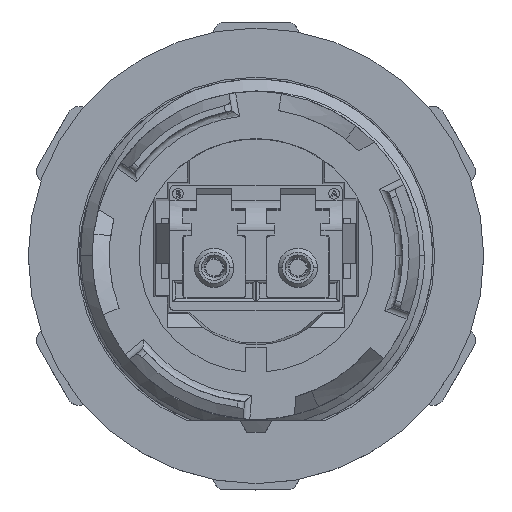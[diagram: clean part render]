
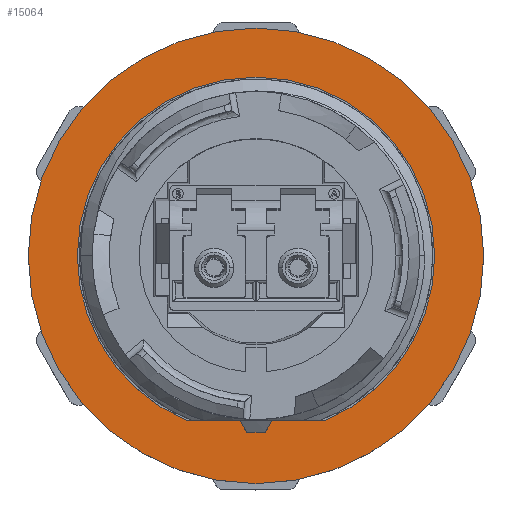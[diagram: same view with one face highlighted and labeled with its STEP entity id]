
A CAD part, top view. The second image highlights one B-rep face of the part: STEP entity #15064.
In plain terms, the highlighted planar face has unit normal (0, 0, 1).
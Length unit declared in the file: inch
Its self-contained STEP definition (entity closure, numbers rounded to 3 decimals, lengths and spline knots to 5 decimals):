
#79 = CARTESIAN_POINT ( 'NONE',  ( -0.02742, -0.51828, 0. ) ) ;
#340 = VECTOR ( 'NONE', #13420, 39.37008 ) ;
#541 = CARTESIAN_POINT ( 'NONE',  ( 0.02742, -0.51828, 0. ) ) ;
#575 = EDGE_LOOP ( 'NONE', ( #1169, #27023 ) ) ;
#1023 = CARTESIAN_POINT ( 'NONE',  ( -0.18865, -0.4835, 0. ) ) ;
#1169 = ORIENTED_EDGE ( 'NONE', *, *, #23468, .F. ) ;
#1393 = CIRCLE ( 'NONE', #10421, 0.525 ) ;
#2113 = CARTESIAN_POINT ( 'NONE',  ( -0.18865, -0.4835, 0. ) ) ;
#2246 = ORIENTED_EDGE ( 'NONE', *, *, #19254, .T. ) ;
#2337 = ORIENTED_EDGE ( 'NONE', *, *, #31889, .T. ) ;
#2353 = CARTESIAN_POINT ( 'NONE',  ( -0.0475, -0.4835, 0. ) ) ;
#2629 = CIRCLE ( 'NONE', #20707, 0.525 ) ;
#2742 = VERTEX_POINT ( 'NONE', #5684 ) ;
#4209 = CARTESIAN_POINT ( 'NONE',  ( 0., 0., 0. ) ) ;
#5365 = EDGE_CURVE ( 'NONE', #26514, #13941, #25866, .T. ) ;
#5530 = AXIS2_PLACEMENT_3D ( 'NONE', #33473, #36679, #36499 ) ;
#5684 = CARTESIAN_POINT ( 'NONE',  ( -0.20458, -0.4835, 0. ) ) ;
#5716 = ORIENTED_EDGE ( 'NONE', *, *, #23748, .F. ) ;
#6672 = CARTESIAN_POINT ( 'NONE',  ( 0.0475, -0.4835, 0. ) ) ;
#6682 = DIRECTION ( 'NONE',  ( -0.5, 0.866, 0. ) ) ;
#7414 = CARTESIAN_POINT ( 'NONE',  ( 0., 0., 0. ) ) ;
#7670 = DIRECTION ( 'NONE',  ( 0., 1., 0. ) ) ;
#8097 = VECTOR ( 'NONE', #18195, 39.37008 ) ;
#8854 = AXIS2_PLACEMENT_3D ( 'NONE', #7414, #12704, #21214 ) ;
#9867 = CARTESIAN_POINT ( 'NONE',  ( 0.525, 0., 0. ) ) ;
#10033 = EDGE_CURVE ( 'NONE', #13362, #31498, #1393, .T. ) ;
#10159 = VERTEX_POINT ( 'NONE', #13926 ) ;
#10421 = AXIS2_PLACEMENT_3D ( 'NONE', #19051, #12446, #23967 ) ;
#10594 = LINE ( 'NONE', #2113, #340 ) ;
#12248 = CARTESIAN_POINT ( 'NONE',  ( -0.02742, -0.51828, 0. ) ) ;
#12446 = DIRECTION ( 'NONE',  ( 0., 0., 1. ) ) ;
#12663 = VERTEX_POINT ( 'NONE', #2353 ) ;
#12704 = DIRECTION ( 'NONE',  ( 0., 0., -1. ) ) ;
#13069 = DIRECTION ( 'NONE',  ( 0., 1., 0. ) ) ;
#13362 = VERTEX_POINT ( 'NONE', #13492 ) ;
#13420 = DIRECTION ( 'NONE',  ( -1., 0., 0. ) ) ;
#13489 = VERTEX_POINT ( 'NONE', #13853 ) ;
#13492 = CARTESIAN_POINT ( 'NONE',  ( 0.20458, -0.4835, 0. ) ) ;
#13543 = EDGE_CURVE ( 'NONE', #13362, #33512, #18001, .T. ) ;
#13701 = DIRECTION ( 'NONE',  ( 0., 0., -1. ) ) ;
#13853 = CARTESIAN_POINT ( 'NONE',  ( -0.02742, -0.51828, 0. ) ) ;
#13926 = CARTESIAN_POINT ( 'NONE',  ( -0.525, 0., 0. ) ) ;
#13941 = VERTEX_POINT ( 'NONE', #15125 ) ;
#15064 = ADVANCED_FACE ( 'NONE', ( #24981, #22142 ), #19313, .T. ) ;
#15125 = CARTESIAN_POINT ( 'NONE',  ( -0.66929, 0., 0. ) ) ;
#15126 = VERTEX_POINT ( 'NONE', #27441 ) ;
#15637 = AXIS2_PLACEMENT_3D ( 'NONE', #21832, #13701, #7670 ) ;
#17139 = VECTOR ( 'NONE', #26885, 39.37008 ) ;
#17350 = DIRECTION ( 'NONE',  ( 0., 0., 1. ) ) ;
#17933 = CIRCLE ( 'NONE', #36017, 0.525 ) ;
#18001 = LINE ( 'NONE', #1023, #17139 ) ;
#18195 = DIRECTION ( 'NONE',  ( -0.5, -0.866, 0. ) ) ;
#19051 = CARTESIAN_POINT ( 'NONE',  ( 0., 0., 0. ) ) ;
#19254 = EDGE_CURVE ( 'NONE', #13489, #12663, #23490, .T. ) ;
#19313 = PLANE ( 'NONE',  #5530 ) ;
#19499 = EDGE_CURVE ( 'NONE', #31498, #10159, #2629, .T. ) ;
#20316 = CIRCLE ( 'NONE', #8854, 0.66929 ) ;
#20707 = AXIS2_PLACEMENT_3D ( 'NONE', #31709, #17350, #34359 ) ;
#20755 = CARTESIAN_POINT ( 'NONE',  ( -0.00916, -0.51924, 0. ) ) ;
#21214 = DIRECTION ( 'NONE',  ( 0., 1., 0. ) ) ;
#21484 = CARTESIAN_POINT ( 'NONE',  ( 0.00916, -0.51924, 0. ) ) ;
#21832 = CARTESIAN_POINT ( 'NONE',  ( 0., 0., 0. ) ) ;
#22142 = FACE_BOUND ( 'NONE', #23140, .T. ) ;
#23140 = EDGE_LOOP ( 'NONE', ( #5716, #2246, #24199, #36122, #35543, #28180, #27046, #2337 ) ) ;
#23468 = EDGE_CURVE ( 'NONE', #13941, #26514, #20316, .T. ) ;
#23490 = LINE ( 'NONE', #79, #32155 ) ;
#23748 = EDGE_CURVE ( 'NONE', #13489, #15126, #25715, .T. ) ;
#23967 = DIRECTION ( 'NONE',  ( 0., 1., 0. ) ) ;
#24199 = ORIENTED_EDGE ( 'NONE', *, *, #34095, .T. ) ;
#24981 = FACE_OUTER_BOUND ( 'NONE', #575, .T. ) ;
#25715 = B_SPLINE_CURVE_WITH_KNOTS ( 'NONE', 3,
 ( #12248, #20755, #21484, #541 ),
 .UNSPECIFIED., .F., .F.,
 ( 4, 4 ),
 ( 0., 1. ),
 .UNSPECIFIED. ) ;
#25866 = CIRCLE ( 'NONE', #15637, 0.66929 ) ;
#26514 = VERTEX_POINT ( 'NONE', #36797 ) ;
#26885 = DIRECTION ( 'NONE',  ( -1., 0., 0. ) ) ;
#27023 = ORIENTED_EDGE ( 'NONE', *, *, #5365, .F. ) ;
#27046 = ORIENTED_EDGE ( 'NONE', *, *, #13543, .T. ) ;
#27441 = CARTESIAN_POINT ( 'NONE',  ( 0.02742, -0.51828, 0. ) ) ;
#28180 = ORIENTED_EDGE ( 'NONE', *, *, #10033, .F. ) ;
#29635 = EDGE_CURVE ( 'NONE', #10159, #2742, #17933, .T. ) ;
#30066 = DIRECTION ( 'NONE',  ( 0., 0., 1. ) ) ;
#31498 = VERTEX_POINT ( 'NONE', #9867 ) ;
#31709 = CARTESIAN_POINT ( 'NONE',  ( 0., 0., 0. ) ) ;
#31889 = EDGE_CURVE ( 'NONE', #33512, #15126, #32725, .T. ) ;
#32155 = VECTOR ( 'NONE', #6682, 39.37008 ) ;
#32725 = LINE ( 'NONE', #6672, #8097 ) ;
#33473 = CARTESIAN_POINT ( 'NONE',  ( 0., 0., 0. ) ) ;
#33512 = VERTEX_POINT ( 'NONE', #36639 ) ;
#34095 = EDGE_CURVE ( 'NONE', #12663, #2742, #10594, .T. ) ;
#34359 = DIRECTION ( 'NONE',  ( 0., 1., 0. ) ) ;
#35543 = ORIENTED_EDGE ( 'NONE', *, *, #19499, .F. ) ;
#36017 = AXIS2_PLACEMENT_3D ( 'NONE', #4209, #30066, #13069 ) ;
#36122 = ORIENTED_EDGE ( 'NONE', *, *, #29635, .F. ) ;
#36499 = DIRECTION ( 'NONE',  ( 0., -1., 0. ) ) ;
#36639 = CARTESIAN_POINT ( 'NONE',  ( 0.0475, -0.4835, 0. ) ) ;
#36679 = DIRECTION ( 'NONE',  ( 0., 0., 1. ) ) ;
#36797 = CARTESIAN_POINT ( 'NONE',  ( 0.66929, 0., 0. ) ) ;
